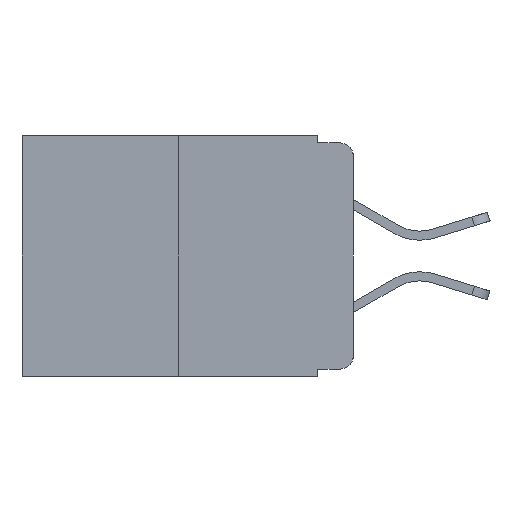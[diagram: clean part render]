
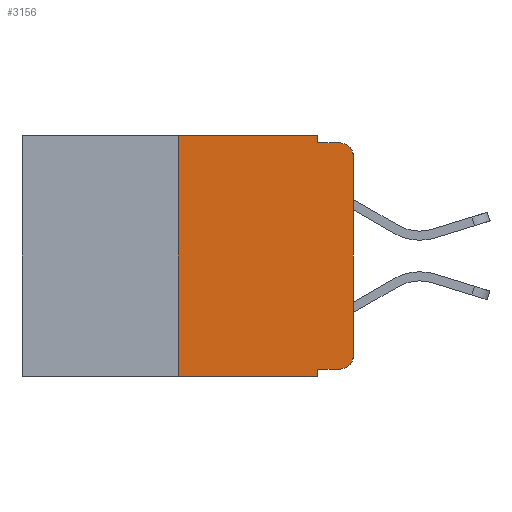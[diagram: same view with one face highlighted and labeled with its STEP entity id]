
A CAD part, left-side view. The second image highlights one B-rep face of the part: STEP entity #3156.
In plain terms, the highlighted planar face has unit normal (-1, 0, 0).
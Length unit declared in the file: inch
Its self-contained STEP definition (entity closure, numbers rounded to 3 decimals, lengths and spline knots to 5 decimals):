
#41 = CARTESIAN_POINT ( 'NONE',  ( 0., 0.02, -0.333 ) ) ;
#464 = ORIENTED_EDGE ( 'NONE', *, *, #8859, .F. ) ;
#751 = LINE ( 'NONE', #14810, #10498 ) ;
#777 = LINE ( 'NONE', #14595, #12067 ) ;
#847 = ORIENTED_EDGE ( 'NONE', *, *, #12479, .T. ) ;
#915 = CIRCLE ( 'NONE', #3834, 0.02 ) ;
#1080 = ORIENTED_EDGE ( 'NONE', *, *, #5075, .T. ) ;
#1381 = LINE ( 'NONE', #10576, #13199 ) ;
#1386 = CARTESIAN_POINT ( 'NONE',  ( 0., 0.25, 0. ) ) ;
#1448 = CARTESIAN_POINT ( 'NONE',  ( 0., 0.051, -0.333 ) ) ;
#2492 = VECTOR ( 'NONE', #10488, 39.37008 ) ;
#2609 = VERTEX_POINT ( 'NONE', #41 ) ;
#2737 = VERTEX_POINT ( 'NONE', #11729 ) ;
#3156 = ADVANCED_FACE ( 'NONE', ( #9326 ), #11170, .F. ) ;
#3186 = AXIS2_PLACEMENT_3D ( 'NONE', #10409, #11328, #11369 ) ;
#3295 = DIRECTION ( 'NONE',  ( 0., -1., 0. ) ) ;
#3309 = EDGE_CURVE ( 'NONE', #12196, #2737, #4524, .T. ) ;
#3685 = CARTESIAN_POINT ( 'NONE',  ( 0., 0.473, -0.343 ) ) ;
#3834 = AXIS2_PLACEMENT_3D ( 'NONE', #12590, #6036, #13608 ) ;
#3989 = CARTESIAN_POINT ( 'NONE',  ( 0., 0.051, -0.01 ) ) ;
#4524 = LINE ( 'NONE', #7218, #10168 ) ;
#5075 = EDGE_CURVE ( 'NONE', #2609, #13847, #915, .T. ) ;
#5822 = ORIENTED_EDGE ( 'NONE', *, *, #11770, .T. ) ;
#6028 = CARTESIAN_POINT ( 'NONE',  ( 0., 0.02, -0.03 ) ) ;
#6036 = DIRECTION ( 'NONE',  ( -1., 0., 0. ) ) ;
#6201 = DIRECTION ( 'NONE',  ( 0., 0., 1. ) ) ;
#6262 = CIRCLE ( 'NONE', #14075, 0.02 ) ;
#6629 = CARTESIAN_POINT ( 'NONE',  ( 0., 0.051, -0.343 ) ) ;
#6639 = EDGE_CURVE ( 'NONE', #11975, #2609, #777, .T. ) ;
#6825 = CARTESIAN_POINT ( 'NONE',  ( 0., 0.25, 0. ) ) ;
#6953 = VERTEX_POINT ( 'NONE', #11744 ) ;
#6982 = CARTESIAN_POINT ( 'NONE',  ( 0., 0.25, -0.343 ) ) ;
#7081 = CARTESIAN_POINT ( 'NONE',  ( 0., 0.051, -0.01 ) ) ;
#7122 = DIRECTION ( 'NONE',  ( 0., -1., 0. ) ) ;
#7172 = DIRECTION ( 'NONE',  ( 0., 0., -1. ) ) ;
#7218 = CARTESIAN_POINT ( 'NONE',  ( 0., 0.473, 0. ) ) ;
#7817 = VERTEX_POINT ( 'NONE', #9023 ) ;
#7824 = DIRECTION ( 'NONE',  ( 0., 0., -1. ) ) ;
#7917 = VERTEX_POINT ( 'NONE', #6982 ) ;
#8108 = EDGE_CURVE ( 'NONE', #11975, #13248, #751, .T. ) ;
#8186 = DIRECTION ( 'NONE',  ( 0., -1., 0. ) ) ;
#8234 = VERTEX_POINT ( 'NONE', #3989 ) ;
#8387 = LINE ( 'NONE', #3685, #2492 ) ;
#8414 = DIRECTION ( 'NONE',  ( 0., 0., -1. ) ) ;
#8544 = DIRECTION ( 'NONE',  ( 0., 0., 1. ) ) ;
#8561 = VECTOR ( 'NONE', #7824, 39.37008 ) ;
#8859 = EDGE_CURVE ( 'NONE', #7917, #12196, #9299, .T. ) ;
#9023 = CARTESIAN_POINT ( 'NONE',  ( 0., 0.02, -0.01 ) ) ;
#9111 = ORIENTED_EDGE ( 'NONE', *, *, #13447, .T. ) ;
#9299 = LINE ( 'NONE', #1386, #14613 ) ;
#9326 = FACE_OUTER_BOUND ( 'NONE', #12656, .T. ) ;
#9773 = ORIENTED_EDGE ( 'NONE', *, *, #8108, .F. ) ;
#10168 = VECTOR ( 'NONE', #7122, 39.37008 ) ;
#10270 = ORIENTED_EDGE ( 'NONE', *, *, #6639, .T. ) ;
#10310 = EDGE_CURVE ( 'NONE', #2737, #8234, #14574, .T. ) ;
#10409 = CARTESIAN_POINT ( 'NONE',  ( 0., 0.473, 0. ) ) ;
#10488 = DIRECTION ( 'NONE',  ( 0., -1., 0. ) ) ;
#10498 = VECTOR ( 'NONE', #8414, 39.37008 ) ;
#10576 = CARTESIAN_POINT ( 'NONE',  ( 0., 0., 0. ) ) ;
#11026 = EDGE_CURVE ( 'NONE', #8234, #7817, #11625, .T. ) ;
#11170 = PLANE ( 'NONE',  #3186 ) ;
#11270 = VECTOR ( 'NONE', #3295, 39.37008 ) ;
#11328 = DIRECTION ( 'NONE',  ( 1., 0., 0. ) ) ;
#11369 = DIRECTION ( 'NONE',  ( 0., 0., -1. ) ) ;
#11625 = LINE ( 'NONE', #7081, #11270 ) ;
#11629 = ORIENTED_EDGE ( 'NONE', *, *, #3309, .F. ) ;
#11729 = CARTESIAN_POINT ( 'NONE',  ( 0., 0.051, 0. ) ) ;
#11744 = CARTESIAN_POINT ( 'NONE',  ( 0., 0., -0.03 ) ) ;
#11770 = EDGE_CURVE ( 'NONE', #6953, #7817, #6262, .T. ) ;
#11975 = VERTEX_POINT ( 'NONE', #1448 ) ;
#12067 = VECTOR ( 'NONE', #8186, 39.37008 ) ;
#12196 = VERTEX_POINT ( 'NONE', #6825 ) ;
#12479 = EDGE_CURVE ( 'NONE', #13847, #6953, #1381, .T. ) ;
#12590 = CARTESIAN_POINT ( 'NONE',  ( 0., 0.02, -0.313 ) ) ;
#12656 = EDGE_LOOP ( 'NONE', ( #847, #5822, #14466, #14086, #11629, #464, #9111, #9773, #10270, #1080 ) ) ;
#13199 = VECTOR ( 'NONE', #6201, 39.37008 ) ;
#13248 = VERTEX_POINT ( 'NONE', #6629 ) ;
#13447 = EDGE_CURVE ( 'NONE', #7917, #13248, #8387, .T. ) ;
#13598 = DIRECTION ( 'NONE',  ( -1., 0., 0. ) ) ;
#13608 = DIRECTION ( 'NONE',  ( 0., 0., -1. ) ) ;
#13847 = VERTEX_POINT ( 'NONE', #14323 ) ;
#14075 = AXIS2_PLACEMENT_3D ( 'NONE', #6028, #13598, #7172 ) ;
#14086 = ORIENTED_EDGE ( 'NONE', *, *, #10310, .F. ) ;
#14246 = CARTESIAN_POINT ( 'NONE',  ( 0., 0.051, 0. ) ) ;
#14323 = CARTESIAN_POINT ( 'NONE',  ( 0., 0., -0.313 ) ) ;
#14466 = ORIENTED_EDGE ( 'NONE', *, *, #11026, .F. ) ;
#14574 = LINE ( 'NONE', #14246, #8561 ) ;
#14595 = CARTESIAN_POINT ( 'NONE',  ( 0., 0.051, -0.333 ) ) ;
#14613 = VECTOR ( 'NONE', #8544, 39.37008 ) ;
#14810 = CARTESIAN_POINT ( 'NONE',  ( 0., 0.051, 0. ) ) ;
